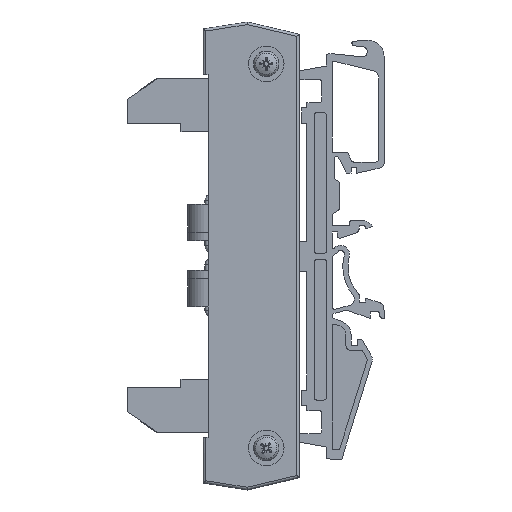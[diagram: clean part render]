
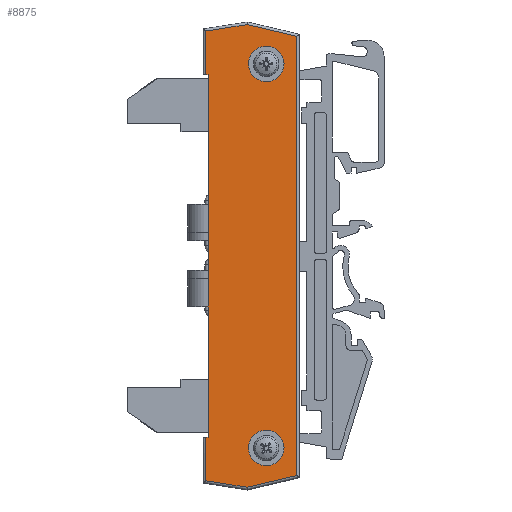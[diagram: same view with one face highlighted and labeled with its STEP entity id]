
A CAD part, left-side view. The second image highlights one B-rep face of the part: STEP entity #8875.
In plain terms, the highlighted face is planar.
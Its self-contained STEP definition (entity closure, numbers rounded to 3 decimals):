
#8414=CARTESIAN_POINT('',(-16.628,6.238,5.0));
#8415=VERTEX_POINT('',#8414);
#8422=CARTESIAN_POINT('',(54.672,6.238,5.0));
#8423=VERTEX_POINT('',#8422);
#8424=CARTESIAN_POINT('',(54.672,6.238,5.0));
#8425=DIRECTION('',(-1.0,0.0,0.0));
#8426=VECTOR('',#8425,71.3);
#8427=LINE('',#8424,#8426);
#8428=EDGE_CURVE('',#8423,#8415,#8427,.T.);
#8671=CARTESIAN_POINT('',(60.272,-5.162,5.0));
#8672=VERTEX_POINT('',#8671);
#8673=CARTESIAN_POINT('',(56.772,-5.162,5.0));
#8674=DIRECTION('',(0.0,0.0,-1.0));
#8675=DIRECTION('',(-1.0,0.0,0.0));
#8676=AXIS2_PLACEMENT_3D('',#8673,#8674,#8675);
#8677=CIRCLE('',#8676,3.5);
#8678=EDGE_CURVE('',#8672,#8672,#8677,.T.);
#8711=CARTESIAN_POINT('',(-15.228,-5.162,5.0));
#8712=VERTEX_POINT('',#8711);
#8713=CARTESIAN_POINT('',(-18.728,-5.162,5.0));
#8714=DIRECTION('',(0.0,0.0,-1.0));
#8715=DIRECTION('',(-1.0,0.0,0.0));
#8716=AXIS2_PLACEMENT_3D('',#8713,#8714,#8715);
#8717=CIRCLE('',#8716,3.5);
#8718=EDGE_CURVE('',#8712,#8712,#8717,.T.);
#8752=CARTESIAN_POINT('',(54.672,6.738,5.0));
#8753=VERTEX_POINT('',#8752);
#8754=CARTESIAN_POINT('',(54.672,6.738,5.0));
#8755=DIRECTION('',(0.0,-1.0,0.0));
#8756=VECTOR('',#8755,0.5);
#8757=LINE('',#8754,#8756);
#8758=EDGE_CURVE('',#8753,#8423,#8757,.T.);
#8783=CARTESIAN_POINT('',(-16.628,6.738,5.0));
#8784=VERTEX_POINT('',#8783);
#8792=CARTESIAN_POINT('',(-16.628,6.238,5.0));
#8793=DIRECTION('',(0.0,1.0,0.0));
#8794=VECTOR('',#8793,0.5);
#8795=LINE('',#8792,#8794);
#8796=EDGE_CURVE('',#8415,#8784,#8795,.T.);
#8805=CARTESIAN_POINT('',(19.022,-2.126,5.0));
#8806=DIRECTION('',(0.0,0.0,1.0));
#8807=DIRECTION('',(1.0,0.0,0.0));
#8808=AXIS2_PLACEMENT_3D('',#8805,#8806,#8807);
#8809=PLANE('',#8808);
#8810=ORIENTED_EDGE('',*,*,#8758,.T.);
#8811=ORIENTED_EDGE('',*,*,#8428,.T.);
#8812=ORIENTED_EDGE('',*,*,#8796,.T.);
#8813=CARTESIAN_POINT('',(-25.176,6.738,5.0));
#8814=VERTEX_POINT('',#8813);
#8815=CARTESIAN_POINT('',(-25.176,6.738,5.0));
#8816=DIRECTION('',(1.0,0.0,0.0));
#8817=VECTOR('',#8816,8.548);
#8818=LINE('',#8815,#8817);
#8819=EDGE_CURVE('',#8814,#8784,#8818,.T.);
#8820=ORIENTED_EDGE('',*,*,#8819,.F.);
#8821=CARTESIAN_POINT('',(-26.459,-1.405,5.0));
#8822=VERTEX_POINT('',#8821);
#8823=CARTESIAN_POINT('',(-26.459,-1.405,5.0));
#8824=DIRECTION('',(0.156,0.988,0.0));
#8825=VECTOR('',#8824,8.244);
#8826=LINE('',#8823,#8825);
#8827=EDGE_CURVE('',#8822,#8814,#8826,.T.);
#8828=ORIENTED_EDGE('',*,*,#8827,.F.);
#8829=CARTESIAN_POINT('',(-24.157,-11.162,5.0));
#8830=VERTEX_POINT('',#8829);
#8831=CARTESIAN_POINT('',(-24.157,-11.162,5.0));
#8832=DIRECTION('',(-0.23,0.973,0.0));
#8833=VECTOR('',#8832,10.024);
#8834=LINE('',#8831,#8833);
#8835=EDGE_CURVE('',#8830,#8822,#8834,.T.);
#8836=ORIENTED_EDGE('',*,*,#8835,.F.);
#8837=CARTESIAN_POINT('',(62.201,-11.162,5.0));
#8838=VERTEX_POINT('',#8837);
#8839=CARTESIAN_POINT('',(62.201,-11.162,5.0));
#8840=DIRECTION('',(-1.0,0.0,0.0));
#8841=VECTOR('',#8840,86.358);
#8842=LINE('',#8839,#8841);
#8843=EDGE_CURVE('',#8838,#8830,#8842,.T.);
#8844=ORIENTED_EDGE('',*,*,#8843,.F.);
#8845=CARTESIAN_POINT('',(64.503,-1.405,5.0));
#8846=VERTEX_POINT('',#8845);
#8847=CARTESIAN_POINT('',(64.503,-1.405,5.0));
#8848=DIRECTION('',(-0.23,-0.973,0.0));
#8849=VECTOR('',#8848,10.024);
#8850=LINE('',#8847,#8849);
#8851=EDGE_CURVE('',#8846,#8838,#8850,.T.);
#8852=ORIENTED_EDGE('',*,*,#8851,.F.);
#8853=CARTESIAN_POINT('',(63.22,6.738,5.0));
#8854=VERTEX_POINT('',#8853);
#8855=CARTESIAN_POINT('',(63.22,6.738,5.0));
#8856=DIRECTION('',(0.156,-0.988,0.0));
#8857=VECTOR('',#8856,8.244);
#8858=LINE('',#8855,#8857);
#8859=EDGE_CURVE('',#8854,#8846,#8858,.T.);
#8860=ORIENTED_EDGE('',*,*,#8859,.F.);
#8861=CARTESIAN_POINT('',(54.672,6.738,5.0));
#8862=DIRECTION('',(1.0,0.0,0.0));
#8863=VECTOR('',#8862,8.548);
#8864=LINE('',#8861,#8863);
#8865=EDGE_CURVE('',#8753,#8854,#8864,.T.);
#8866=ORIENTED_EDGE('',*,*,#8865,.F.);
#8867=EDGE_LOOP('',(#8810,#8811,#8812,#8820,#8828,#8836,#8844,#8852,#8860,#8866));
#8868=FACE_OUTER_BOUND('',#8867,.T.);
#8869=ORIENTED_EDGE('',*,*,#8678,.T.);
#8870=EDGE_LOOP('',(#8869));
#8871=FACE_BOUND('',#8870,.T.);
#8872=ORIENTED_EDGE('',*,*,#8718,.T.);
#8873=EDGE_LOOP('',(#8872));
#8874=FACE_BOUND('',#8873,.T.);
#8875=ADVANCED_FACE('',(#8868,#8871,#8874),#8809,.T.);
